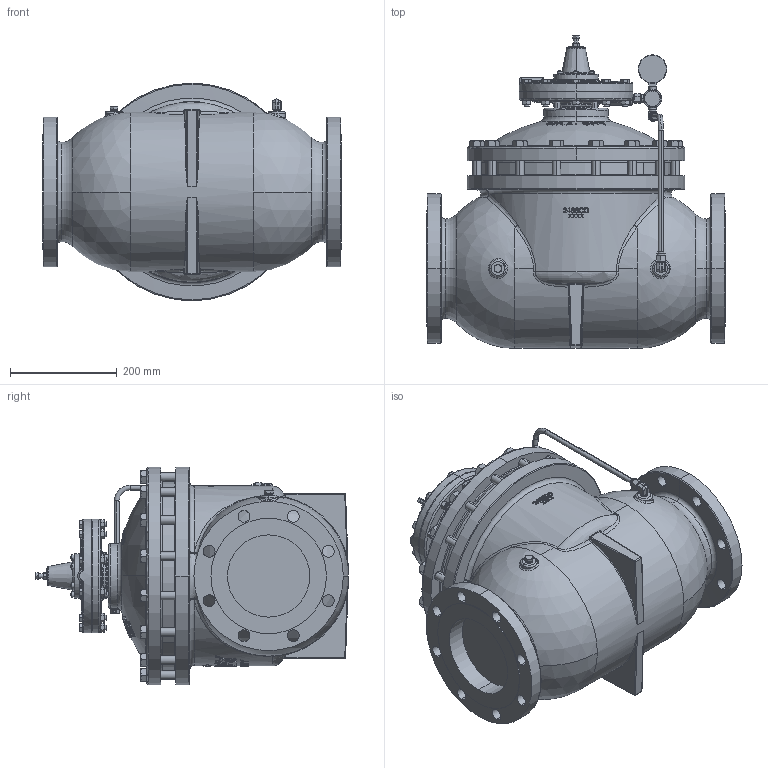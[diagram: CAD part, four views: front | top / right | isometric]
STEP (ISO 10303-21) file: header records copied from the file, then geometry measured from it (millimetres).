
FILE_DESCRIPTION (( 'STEP AP203' ), '1' );
FILE_NAME ('6 INCH 602 FGT BP-D (AOO).STEP', '2013-12-20T21:40:41', ( 'PCTech' ), ( 'Microsoft' ), 'SwSTEP 2.0', 'SolidWorks 2013', '' );
FILE_SCHEMA (( 'CONFIG_CONTROL_DESIGN' ));
Products named in the file (1): 6 INCH 602 FGT BP-D (AOO)
Bounding box: 558.8 x 585.22 x 406.4 mm (x, y, z)
Volume: 49245908.2 mm3; surface area: 1250986.5 mm2
Topology: 1 solids, 1 shells, 2911 faces, 7294 edges, 4427 vertices
Faces by surface type: plane 1127, cylinder 552, bspline 472, cone 436, torus 167, sphere 157
Entity records: 120698 total; most frequent: CARTESIAN_POINT 55690, ORIENTED_EDGE 14396, DIRECTION 12571, EDGE_CURVE 7198, AXIS2_PLACEMENT_3D 5028, VERTEX_POINT 4427, EDGE_LOOP 3135, FACE_OUTER_BOUND 2911
